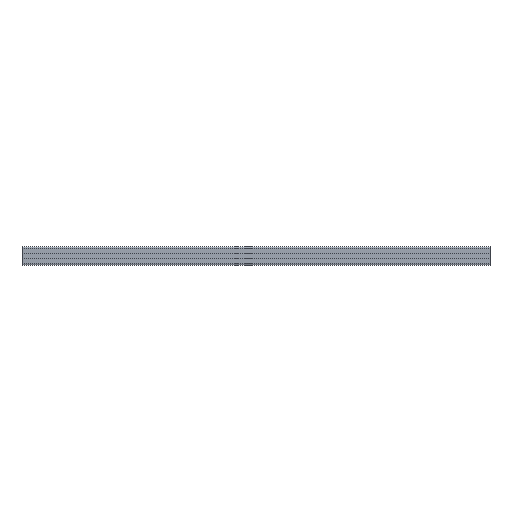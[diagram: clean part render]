
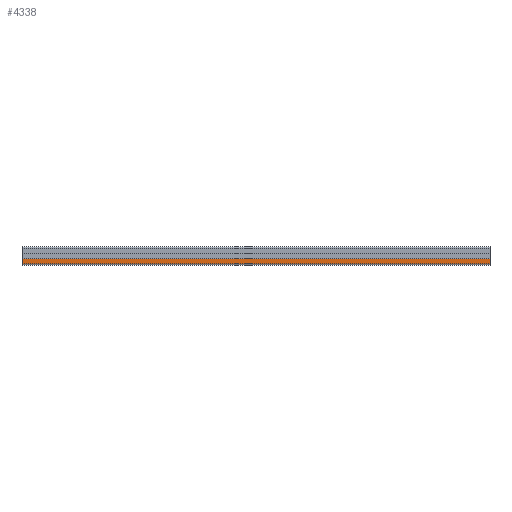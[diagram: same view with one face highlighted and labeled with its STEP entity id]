
A CAD part, front view. The second image highlights one B-rep face of the part: STEP entity #4338.
In plain terms, the highlighted planar face has unit normal (0, -1, 0).
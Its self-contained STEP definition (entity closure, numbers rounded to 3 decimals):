
#38 = CARTESIAN_POINT ( 'NONE',  ( -1000., -20., -5.8 ) ) ;
#46 = CARTESIAN_POINT ( 'NONE',  ( 0., -20., -17. ) ) ;
#49 = CARTESIAN_POINT ( 'NONE',  ( 0., -20., -5.8 ) ) ;
#53 = CARTESIAN_POINT ( 'NONE',  ( -1000., -20., -17. ) ) ;
#83 = CARTESIAN_POINT ( 'NONE',  ( -1056.569, -20., -5.8 ) ) ;
#84 = PLANE ( 'NONE',  #1598 ) ;
#86 = DIRECTION ( 'NONE',  ( 0., -1., 0. ) ) ;
#87 = DIRECTION ( 'NONE',  ( 0., 0., -1. ) ) ;
#662 = EDGE_CURVE ( 'NONE', #1977, #1962, #3449, .T. ) ;
#663 = EDGE_CURVE ( 'NONE', #1973, #1970, #3460, .T. ) ;
#683 = EDGE_CURVE ( 'NONE', #1977, #1970, #3498, .T. ) ;
#747 = EDGE_CURVE ( 'NONE', #1962, #1973, #3610, .T. ) ;
#948 = ORIENTED_EDGE ( 'NONE', *, *, #663, .F. ) ;
#994 = ORIENTED_EDGE ( 'NONE', *, *, #747, .F. ) ;
#1046 = ORIENTED_EDGE ( 'NONE', *, *, #662, .F. ) ;
#1145 = EDGE_LOOP ( 'NONE', ( #1046, #1204, #948, #994 ) ) ;
#1204 = ORIENTED_EDGE ( 'NONE', *, *, #683, .T. ) ;
#1598 = AXIS2_PLACEMENT_3D ( 'NONE', #83, #86, #87 ) ;
#1962 = VERTEX_POINT ( 'NONE', #38 ) ;
#1970 = VERTEX_POINT ( 'NONE', #46 ) ;
#1973 = VERTEX_POINT ( 'NONE', #49 ) ;
#1977 = VERTEX_POINT ( 'NONE', #53 ) ;
#2086 = CARTESIAN_POINT ( 'NONE',  ( -1000., -20., -5.8 ) ) ;
#2091 = DIRECTION ( 'NONE',  ( 0., 0., 1. ) ) ;
#2092 = CARTESIAN_POINT ( 'NONE',  ( 0., -20., -5.8 ) ) ;
#2093 = DIRECTION ( 'NONE',  ( 0., 0., -1. ) ) ;
#2134 = CARTESIAN_POINT ( 'NONE',  ( -1056.569, -20., -17. ) ) ;
#2135 = DIRECTION ( 'NONE',  ( 1., 0., 0. ) ) ;
#2265 = CARTESIAN_POINT ( 'NONE',  ( -1056.569, -20., -5.8 ) ) ;
#2270 = DIRECTION ( 'NONE',  ( 1., 0., 0. ) ) ;
#3449 = LINE ( 'NONE', #2086, #3458 ) ;
#3458 = VECTOR ( 'NONE', #2091, 1000. ) ;
#3460 = LINE ( 'NONE', #2092, #3461 ) ;
#3461 = VECTOR ( 'NONE', #2093, 1000. ) ;
#3498 = LINE ( 'NONE', #2134, #3499 ) ;
#3499 = VECTOR ( 'NONE', #2135, 1000. ) ;
#3610 = LINE ( 'NONE', #2265, #3619 ) ;
#3619 = VECTOR ( 'NONE', #2270, 1000. ) ;
#4169 = FACE_OUTER_BOUND ( 'NONE', #1145, .T. ) ;
#4338 = ADVANCED_FACE ( 'NONE', ( #4169 ), #84, .T. ) ;
